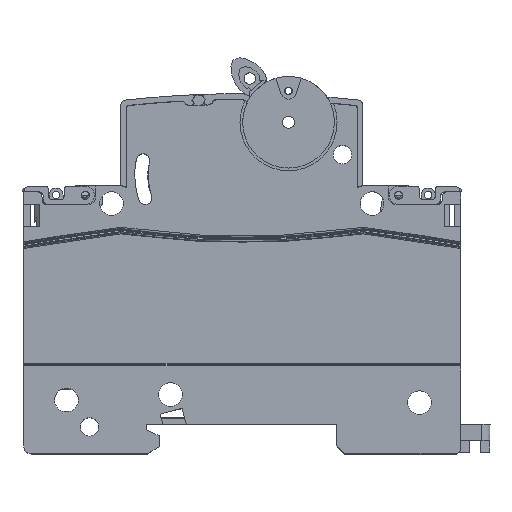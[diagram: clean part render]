
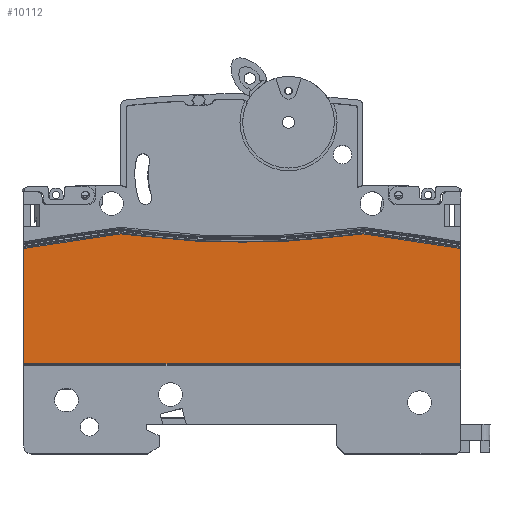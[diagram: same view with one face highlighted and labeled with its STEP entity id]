
A CAD part, top view. The second image highlights one B-rep face of the part: STEP entity #10112.
In plain terms, the highlighted planar face has unit normal (0, 0, 1).
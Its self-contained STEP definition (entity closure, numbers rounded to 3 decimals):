
#1601 = DIRECTION ( 'NONE',  ( 0., 1., 0. ) ) ;
#1678 = VERTEX_POINT ( 'NONE', #37013 ) ;
#2094 = CARTESIAN_POINT ( 'NONE',  ( -1.06, -22.3, 5.9 ) ) ;
#2338 = B_SPLINE_CURVE_WITH_KNOTS ( 'NONE', 3,
 ( #51975, #52245, #39546, #2538 ),
 .UNSPECIFIED., .F., .F.,
 ( 4, 4 ),
 ( 0., 1. ),
 .UNSPECIFIED. ) ;
#2538 = CARTESIAN_POINT ( 'NONE',  ( 31.9, -44.8, 5.9 ) ) ;
#3135 = B_SPLINE_CURVE_WITH_KNOTS ( 'NONE', 3,
 ( #17101, #41692, #8988, #12784 ),
 .UNSPECIFIED., .F., .F.,
 ( 4, 4 ),
 ( 0., 1. ),
 .UNSPECIFIED. ) ;
#4916 = VERTEX_POINT ( 'NONE', #43474 ) ;
#5091 = DIRECTION ( 'NONE',  ( 0., -1., 0. ) ) ;
#5376 = CARTESIAN_POINT ( 'NONE',  ( 31.9, -23.404, 5.9 ) ) ;
#5934 = CARTESIAN_POINT ( 'NONE',  ( 25.942, -22.245, 5.9 ) ) ;
#6475 = EDGE_CURVE ( 'NONE', #6853, #35426, #26617, .T. ) ;
#6853 = VERTEX_POINT ( 'NONE', #14158 ) ;
#6934 = CARTESIAN_POINT ( 'NONE',  ( -16.14, -22.3, 5.9 ) ) ;
#7460 = ORIENTED_EDGE ( 'NONE', *, *, #6475, .T. ) ;
#7784 = ORIENTED_EDGE ( 'NONE', *, *, #30968, .T. ) ;
#7897 = ORIENTED_EDGE ( 'NONE', *, *, #26966, .T. ) ;
#8988 = CARTESIAN_POINT ( 'NONE',  ( -43.142, -22.245, 5.9 ) ) ;
#10112 = ADVANCED_FACE ( 'NONE', ( #48886 ), #19415, .T. ) ;
#12538 = VERTEX_POINT ( 'NONE', #31407 ) ;
#12784 = CARTESIAN_POINT ( 'NONE',  ( -49.1, -23.404, 5.9 ) ) ;
#13218 = CARTESIAN_POINT ( 'NONE',  ( 19.946, -21.343, 5.9 ) ) ;
#14158 = CARTESIAN_POINT ( 'NONE',  ( 31.9, -23.404, 5.9 ) ) ;
#16668 = DIRECTION ( 'NONE',  ( 0., 0., 1. ) ) ;
#16694 = CARTESIAN_POINT ( 'NONE',  ( -49.1, 0., 5.9 ) ) ;
#16872 = EDGE_LOOP ( 'NONE', ( #20234, #43318, #7897, #7460, #22477, #7784 ) ) ;
#17101 = CARTESIAN_POINT ( 'NONE',  ( -31.11, -20.698, 5.9 ) ) ;
#18306 = LINE ( 'NONE', #46713, #27251 ) ;
#19415 = PLANE ( 'NONE',  #36207 ) ;
#19624 = CARTESIAN_POINT ( 'NONE',  ( 31.9, -44.8, 5.9 ) ) ;
#20234 = ORIENTED_EDGE ( 'NONE', *, *, #26539, .T. ) ;
#22477 = ORIENTED_EDGE ( 'NONE', *, *, #36060, .T. ) ;
#22595 = VERTEX_POINT ( 'NONE', #19624 ) ;
#26539 = EDGE_CURVE ( 'NONE', #1678, #4916, #34023, .T. ) ;
#26617 = B_SPLINE_CURVE_WITH_KNOTS ( 'NONE', 3,
 ( #5376, #5934, #13218, #50804 ),
 .UNSPECIFIED., .F., .F.,
 ( 4, 4 ),
 ( 0., 1. ),
 .UNSPECIFIED. ) ;
#26966 = EDGE_CURVE ( 'NONE', #22595, #6853, #18306, .T. ) ;
#27251 = VECTOR ( 'NONE', #1601, 1000. ) ;
#30968 = EDGE_CURVE ( 'NONE', #12538, #1678, #3135, .T. ) ;
#31407 = CARTESIAN_POINT ( 'NONE',  ( -31.11, -20.698, 5.9 ) ) ;
#33740 = DIRECTION ( 'NONE',  ( 1., 0., 0. ) ) ;
#34023 = LINE ( 'NONE', #16694, #34260 ) ;
#34260 = VECTOR ( 'NONE', #5091, 1000. ) ;
#35426 = VERTEX_POINT ( 'NONE', #49455 ) ;
#35586 = CARTESIAN_POINT ( 'NONE',  ( -23.643, -21.766, 5.9 ) ) ;
#35918 = CARTESIAN_POINT ( 'NONE',  ( 0., 0., 5.9 ) ) ;
#36060 = EDGE_CURVE ( 'NONE', #35426, #12538, #38156, .T. ) ;
#36207 = AXIS2_PLACEMENT_3D ( 'NONE', #35918, #16668, #33740 ) ;
#37013 = CARTESIAN_POINT ( 'NONE',  ( -49.1, -23.404, 5.9 ) ) ;
#38156 = B_SPLINE_CURVE_WITH_KNOTS ( 'NONE', 3,
 ( #43979, #43173, #2094, #6934, #35586, #51812 ),
 .UNSPECIFIED., .F., .F.,
 ( 4, 2, 4 ),
 ( 0., 0.5, 1. ),
 .UNSPECIFIED. ) ;
#39546 = CARTESIAN_POINT ( 'NONE',  ( 4.9, -44.8, 5.9 ) ) ;
#40630 = EDGE_CURVE ( 'NONE', #4916, #22595, #2338, .T. ) ;
#41692 = CARTESIAN_POINT ( 'NONE',  ( -37.146, -21.343, 5.9 ) ) ;
#43173 = CARTESIAN_POINT ( 'NONE',  ( 6.444, -21.766, 5.9 ) ) ;
#43318 = ORIENTED_EDGE ( 'NONE', *, *, #40630, .T. ) ;
#43474 = CARTESIAN_POINT ( 'NONE',  ( -49.1, -44.8, 5.9 ) ) ;
#43979 = CARTESIAN_POINT ( 'NONE',  ( 13.91, -20.698, 5.9 ) ) ;
#46713 = CARTESIAN_POINT ( 'NONE',  ( 31.9, 0., 5.9 ) ) ;
#48886 = FACE_OUTER_BOUND ( 'NONE', #16872, .T. ) ;
#49455 = CARTESIAN_POINT ( 'NONE',  ( 13.91, -20.698, 5.9 ) ) ;
#50804 = CARTESIAN_POINT ( 'NONE',  ( 13.91, -20.698, 5.9 ) ) ;
#51812 = CARTESIAN_POINT ( 'NONE',  ( -31.11, -20.698, 5.9 ) ) ;
#51975 = CARTESIAN_POINT ( 'NONE',  ( -49.1, -44.8, 5.9 ) ) ;
#52245 = CARTESIAN_POINT ( 'NONE',  ( -22.1, -44.8, 5.9 ) ) ;
